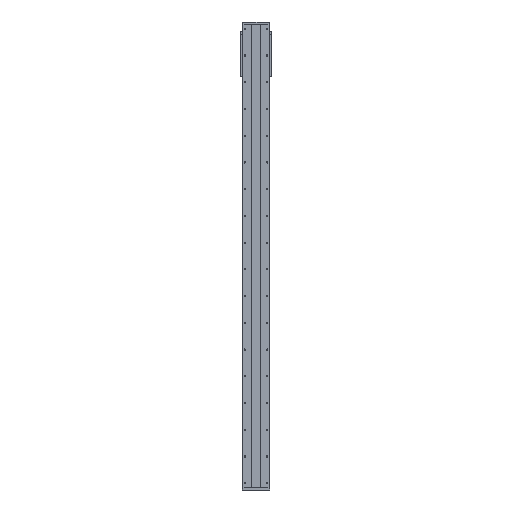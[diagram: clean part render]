
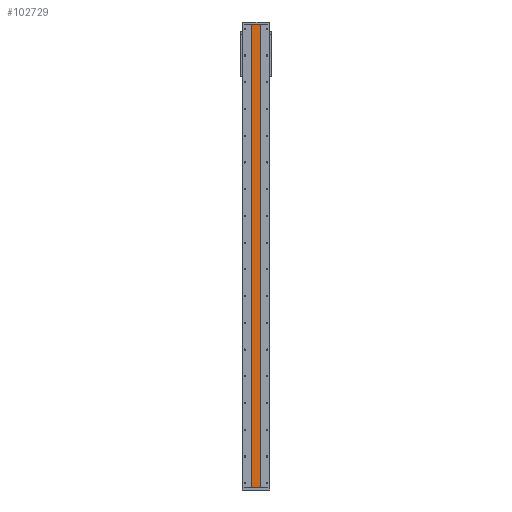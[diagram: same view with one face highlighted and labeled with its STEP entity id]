
A CAD part, front view. The second image highlights one B-rep face of the part: STEP entity #102729.
In plain terms, the highlighted planar face has unit normal (0, -1, 0).
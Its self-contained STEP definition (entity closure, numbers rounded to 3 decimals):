
#7930 = ORIENTED_EDGE ( 'NONE', *, *, #75781, .F. ) ;
#8403 = EDGE_LOOP ( 'NONE', ( #105432, #7930, #45121, #65217 ) ) ;
#22646 = VERTEX_POINT ( 'NONE', #82324 ) ;
#22721 = LINE ( 'NONE', #70481, #72059 ) ;
#36652 = CARTESIAN_POINT ( 'NONE',  ( -30., 3., -3470. ) ) ;
#43671 = CARTESIAN_POINT ( 'NONE',  ( -30., 3., -3470. ) ) ;
#45121 = ORIENTED_EDGE ( 'NONE', *, *, #79110, .T. ) ;
#46776 = AXIS2_PLACEMENT_3D ( 'NONE', #75164, #55886, #124611 ) ;
#47212 = CARTESIAN_POINT ( 'NONE',  ( 0., 3., -3470. ) ) ;
#48733 = VECTOR ( 'NONE', #58039, 1000. ) ;
#55886 = DIRECTION ( 'NONE',  ( 0., -1., 0. ) ) ;
#58039 = DIRECTION ( 'NONE',  ( 1., 0., 0. ) ) ;
#61768 = VECTOR ( 'NONE', #73385, 1000. ) ;
#64204 = DIRECTION ( 'NONE',  ( 0., 0., 1. ) ) ;
#64842 = LINE ( 'NONE', #43671, #61768 ) ;
#65217 = ORIENTED_EDGE ( 'NONE', *, *, #68776, .T. ) ;
#66179 = EDGE_CURVE ( 'NONE', #22646, #127501, #22721, .T. ) ;
#68776 = EDGE_CURVE ( 'NONE', #91166, #127501, #119677, .T. ) ;
#70481 = CARTESIAN_POINT ( 'NONE',  ( 0., 3., 0. ) ) ;
#72059 = VECTOR ( 'NONE', #80394, 1000. ) ;
#73385 = DIRECTION ( 'NONE',  ( 0., 0., 1. ) ) ;
#75164 = CARTESIAN_POINT ( 'NONE',  ( 0., 3., -3470. ) ) ;
#75781 = EDGE_CURVE ( 'NONE', #117070, #22646, #64842, .T. ) ;
#79110 = EDGE_CURVE ( 'NONE', #117070, #91166, #127238, .T. ) ;
#80394 = DIRECTION ( 'NONE',  ( 1., 0., 0. ) ) ;
#82324 = CARTESIAN_POINT ( 'NONE',  ( -30., 3., 0. ) ) ;
#84791 = CARTESIAN_POINT ( 'NONE',  ( 30., 3., 0. ) ) ;
#85860 = FACE_OUTER_BOUND ( 'NONE', #8403, .T. ) ;
#91166 = VERTEX_POINT ( 'NONE', #117161 ) ;
#93872 = CARTESIAN_POINT ( 'NONE',  ( 30., 3., -3470. ) ) ;
#94959 = PLANE ( 'NONE',  #46776 ) ;
#102729 = ADVANCED_FACE ( 'NONE', ( #85860 ), #94959, .T. ) ;
#105432 = ORIENTED_EDGE ( 'NONE', *, *, #66179, .F. ) ;
#116577 = VECTOR ( 'NONE', #64204, 1000. ) ;
#117070 = VERTEX_POINT ( 'NONE', #36652 ) ;
#117161 = CARTESIAN_POINT ( 'NONE',  ( 30., 3., -3470. ) ) ;
#119677 = LINE ( 'NONE', #93872, #116577 ) ;
#124611 = DIRECTION ( 'NONE',  ( 0., 0., -1. ) ) ;
#127238 = LINE ( 'NONE', #47212, #48733 ) ;
#127501 = VERTEX_POINT ( 'NONE', #84791 ) ;
